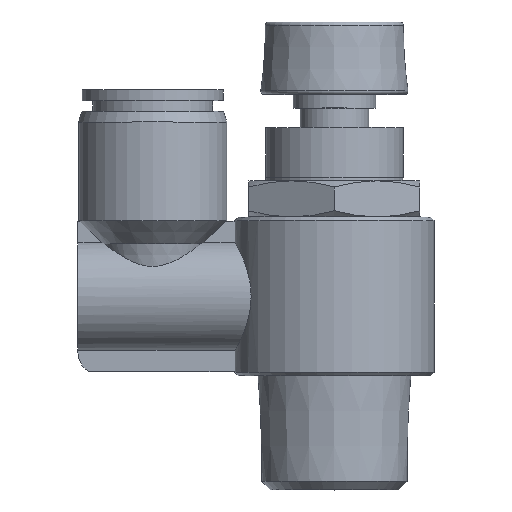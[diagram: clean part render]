
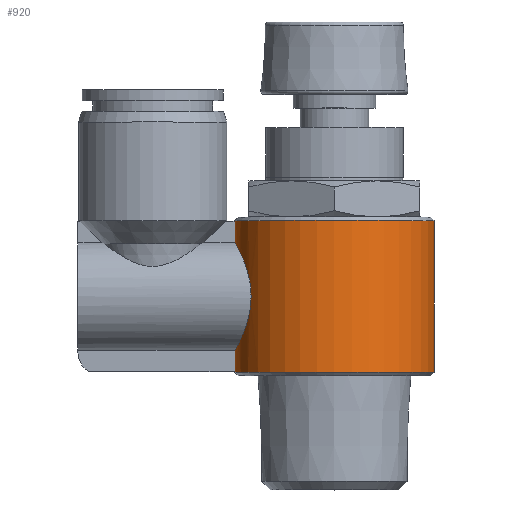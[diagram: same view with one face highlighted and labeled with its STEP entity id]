
A CAD part, top view. The second image highlights one B-rep face of the part: STEP entity #920.
In plain terms, the highlighted cylindrical face has radius 14 mm (diameter 28 mm), a full revolution.
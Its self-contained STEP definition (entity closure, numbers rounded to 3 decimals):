
#46=CIRCLE('',#1003,14.);
#48=CIRCLE('',#1007,14.);
#49=CIRCLE('',#1008,14.);
#50=CIRCLE('',#1009,14.);
#96=CYLINDRICAL_SURFACE('',#1006,14.);
#113=B_SPLINE_CURVE_WITH_KNOTS('',3,(#1440,#1441,#1442,#1443,#1444,#1445,
#1446,#1447,#1448,#1449,#1450),.UNSPECIFIED.,.F.,.F.,(4,1,1,1,1,1,1,1,4),
(0.,0.003,0.005,0.008,
0.011,0.014,0.016,0.019,
0.022),.UNSPECIFIED.);
#117=B_SPLINE_CURVE_WITH_KNOTS('',3,(#1479,#1480,#1481,#1482,#1483,#1484,
#1485,#1486,#1487,#1488,#1489),.UNSPECIFIED.,.F.,.F.,(4,1,1,1,1,1,1,1,4),
(0.,0.003,0.005,0.008,
0.011,0.014,0.016,0.019,
0.022),.UNSPECIFIED.);
#186=ORIENTED_EDGE('',*,*,#430,.F.);
#187=ORIENTED_EDGE('',*,*,#431,.T.);
#188=ORIENTED_EDGE('',*,*,#405,.F.);
#189=ORIENTED_EDGE('',*,*,#411,.F.);
#190=ORIENTED_EDGE('',*,*,#432,.F.);
#191=ORIENTED_EDGE('',*,*,#433,.F.);
#192=ORIENTED_EDGE('',*,*,#434,.F.);
#193=ORIENTED_EDGE('',*,*,#417,.F.);
#194=ORIENTED_EDGE('',*,*,#422,.F.);
#195=ORIENTED_EDGE('',*,*,#427,.F.);
#405=EDGE_CURVE('',#531,#528,#618,.F.);
#411=EDGE_CURVE('',#535,#531,#113,.T.);
#417=EDGE_CURVE('',#541,#542,#117,.T.);
#422=EDGE_CURVE('',#545,#541,#624,.T.);
#427=EDGE_CURVE('',#528,#545,#46,.T.);
#430=EDGE_CURVE('',#548,#548,#48,.T.);
#431=EDGE_CURVE('',#549,#549,#49,.T.);
#432=EDGE_CURVE('',#550,#535,#628,.F.);
#433=EDGE_CURVE('',#551,#550,#50,.T.);
#434=EDGE_CURVE('',#542,#551,#629,.T.);
#528=VERTEX_POINT('',#1404);
#531=VERTEX_POINT('',#1412);
#535=VERTEX_POINT('',#1439);
#541=VERTEX_POINT('',#1478);
#542=VERTEX_POINT('',#1490);
#545=VERTEX_POINT('',#1501);
#548=VERTEX_POINT('',#1520);
#549=VERTEX_POINT('',#1522);
#550=VERTEX_POINT('',#1524);
#551=VERTEX_POINT('',#1526);
#618=LINE('',#1413,#655);
#624=LINE('',#1502,#661);
#628=LINE('',#1523,#665);
#629=LINE('',#1527,#666);
#655=VECTOR('',#1123,1000.);
#661=VECTOR('',#1139,1000.);
#665=VECTOR('',#1161,1000.);
#666=VECTOR('',#1164,1000.);
#695=EDGE_LOOP('',(#186));
#696=EDGE_LOOP('',(#187));
#697=EDGE_LOOP('',(#188,#189,#190,#191,#192,#193,#194,#195));
#792=FACE_BOUND('',#695,.T.);
#793=FACE_BOUND('',#696,.T.);
#794=FACE_BOUND('',#697,.T.);
#920=ADVANCED_FACE('',(#792,#793,#794),#96,.T.);
#1003=AXIS2_PLACEMENT_3D('',#1514,#1148,#1149);
#1006=AXIS2_PLACEMENT_3D('',#1518,#1155,#1156);
#1007=AXIS2_PLACEMENT_3D('',#1519,#1157,#1158);
#1008=AXIS2_PLACEMENT_3D('',#1521,#1159,#1160);
#1009=AXIS2_PLACEMENT_3D('',#1525,#1162,#1163);
#1123=DIRECTION('',(0.,-1.,0.));
#1139=DIRECTION('',(0.,-1.,0.));
#1148=DIRECTION('',(0.,-1.,0.));
#1149=DIRECTION('',(0.,0.,-1.));
#1155=DIRECTION('',(0.,-1.,0.));
#1156=DIRECTION('',(0.,0.,-1.));
#1157=DIRECTION('',(0.,-1.,0.));
#1158=DIRECTION('',(0.,0.,-1.));
#1159=DIRECTION('',(0.,-1.,0.));
#1160=DIRECTION('',(0.,0.,-1.));
#1161=DIRECTION('',(0.,-1.,0.));
#1162=DIRECTION('',(0.,1.,0.));
#1163=DIRECTION('',(0.,0.,1.));
#1164=DIRECTION('',(0.,-1.,0.));
#1404=CARTESIAN_POINT('',(-13.926,10.542,1.442));
#1412=CARTESIAN_POINT('',(-13.926,7.564,1.442));
#1413=CARTESIAN_POINT('',(-13.926,-27.142,1.442));
#1439=CARTESIAN_POINT('',(-13.926,-7.564,1.442));
#1440=CARTESIAN_POINT('',(-13.926,-7.564,1.442));
#1441=CARTESIAN_POINT('',(-13.833,-7.393,2.339));
#1442=CARTESIAN_POINT('',(-13.482,-6.745,4.018));
#1443=CARTESIAN_POINT('',(-12.68,-5.019,6.032));
#1444=CARTESIAN_POINT('',(-11.921,-2.728,7.367));
#1445=CARTESIAN_POINT('',(-11.579,-0.005,7.865));
#1446=CARTESIAN_POINT('',(-11.917,2.713,7.373));
#1447=CARTESIAN_POINT('',(-12.679,5.017,6.034));
#1448=CARTESIAN_POINT('',(-13.478,6.737,4.032));
#1449=CARTESIAN_POINT('',(-13.833,7.393,2.339));
#1450=CARTESIAN_POINT('',(-13.926,7.564,1.442));
#1478=CARTESIAN_POINT('',(-13.926,7.564,-1.442));
#1479=CARTESIAN_POINT('',(-13.926,7.564,-1.442));
#1480=CARTESIAN_POINT('',(-13.833,7.393,-2.339));
#1481=CARTESIAN_POINT('',(-13.482,6.745,-4.018));
#1482=CARTESIAN_POINT('',(-12.68,5.019,-6.032));
#1483=CARTESIAN_POINT('',(-11.921,2.728,-7.367));
#1484=CARTESIAN_POINT('',(-11.579,0.005,-7.865));
#1485=CARTESIAN_POINT('',(-11.917,-2.713,-7.373));
#1486=CARTESIAN_POINT('',(-12.679,-5.017,-6.034));
#1487=CARTESIAN_POINT('',(-13.478,-6.737,-4.032));
#1488=CARTESIAN_POINT('',(-13.833,-7.393,-2.339));
#1489=CARTESIAN_POINT('',(-13.926,-7.564,-1.442));
#1490=CARTESIAN_POINT('',(-13.926,-7.564,-1.442));
#1501=CARTESIAN_POINT('',(-13.926,10.542,-1.442));
#1502=CARTESIAN_POINT('',(-13.926,-27.142,-1.442));
#1514=CARTESIAN_POINT('',(0.,10.542,0.));
#1518=CARTESIAN_POINT('',(0.,-27.142,0.));
#1519=CARTESIAN_POINT('',(0.,-10.642,0.));
#1520=CARTESIAN_POINT('',(0.,-10.642,-14.));
#1521=CARTESIAN_POINT('',(0.,10.642,0.));
#1522=CARTESIAN_POINT('',(0.,10.642,-14.));
#1523=CARTESIAN_POINT('',(-13.926,-27.142,1.442));
#1524=CARTESIAN_POINT('',(-13.926,-10.542,1.442));
#1525=CARTESIAN_POINT('',(0.,-10.542,0.));
#1526=CARTESIAN_POINT('',(-13.926,-10.542,-1.442));
#1527=CARTESIAN_POINT('',(-13.926,-27.142,-1.442));
